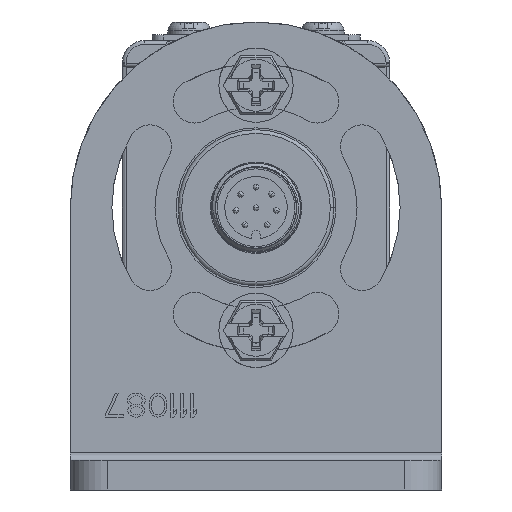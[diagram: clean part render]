
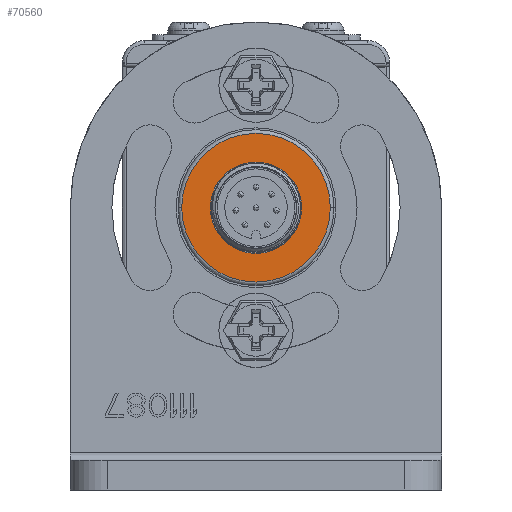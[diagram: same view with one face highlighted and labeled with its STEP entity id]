
A CAD part, front view. The second image highlights one B-rep face of the part: STEP entity #70560.
In plain terms, the highlighted planar face has unit normal (0, -1, 0).
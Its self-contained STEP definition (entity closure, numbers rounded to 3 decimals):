
#16086=CARTESIAN_POINT('',(0.,-514.,22.5));
#16087=DIRECTION('',(0.,-1.,0.));
#16088=DIRECTION('',(1.,0.,0.));
#16089=AXIS2_PLACEMENT_3D('',#16086,#16087,#16088);
#16101=CARTESIAN_POINT('',(0.,-514.,22.5));
#16102=DIRECTION('',(0.,-1.,0.));
#16103=DIRECTION('',(1.,0.,0.));
#16104=AXIS2_PLACEMENT_3D('',#16101,#16102,#16103);
#16106=CARTESIAN_POINT('',(0.,-514.,22.5));
#16107=DIRECTION('',(0.,-1.,0.));
#16108=DIRECTION('',(-1.,0.,0.));
#16109=AXIS2_PLACEMENT_3D('',#16106,#16107,#16108);
#16111=CARTESIAN_POINT('',(0.,-514.,22.5));
#16112=DIRECTION('',(0.,-1.,0.));
#16113=DIRECTION('',(-1.,0.,0.));
#16114=AXIS2_PLACEMENT_3D('',#16111,#16112,#16113);
#49152=CARTESIAN_POINT('',(6.15,-514.,22.5));
#49153=CARTESIAN_POINT('',(-6.15,-514.,22.5));
#49154=VERTEX_POINT('',#49152);
#49155=VERTEX_POINT('',#49153);
#49244=CARTESIAN_POINT('',(10.,-514.,22.5));
#49245=CARTESIAN_POINT('',(-10.,-514.,22.5));
#49246=VERTEX_POINT('',#49244);
#49247=VERTEX_POINT('',#49245);
#70544=CARTESIAN_POINT('',(0.,-514.,0.));
#70545=DIRECTION('',(0.,-1.,0.));
#70546=DIRECTION('',(1.,0.,0.));
#70547=AXIS2_PLACEMENT_3D('',#70544,#70545,#70546);
#70548=PLANE('',#70547);
#70549=ORIENTED_EDGE('',*,*,#70534,.F.);
#70551=ORIENTED_EDGE('',*,*,#70550,.F.);
#70552=EDGE_LOOP('',(#70549,#70551));
#70553=FACE_OUTER_BOUND('',#70552,.F.);
#70555=ORIENTED_EDGE('',*,*,#70554,.T.);
#70557=ORIENTED_EDGE('',*,*,#70556,.T.);
#70558=EDGE_LOOP('',(#70555,#70557));
#70559=FACE_BOUND('',#70558,.F.);
#70560=ADVANCED_FACE('',(#70553,#70559),#70548,.T.);
#16090=CIRCLE('',#16089,10.);
#16105=CIRCLE('',#16104,6.15);
#16110=CIRCLE('',#16109,6.15);
#16115=CIRCLE('',#16114,10.);
#70534=EDGE_CURVE('',#49246,#49247,#16090,.T.);
#70550=EDGE_CURVE('',#49247,#49246,#16115,.T.);
#70554=EDGE_CURVE('',#49154,#49155,#16105,.T.);
#70556=EDGE_CURVE('',#49155,#49154,#16110,.T.);
